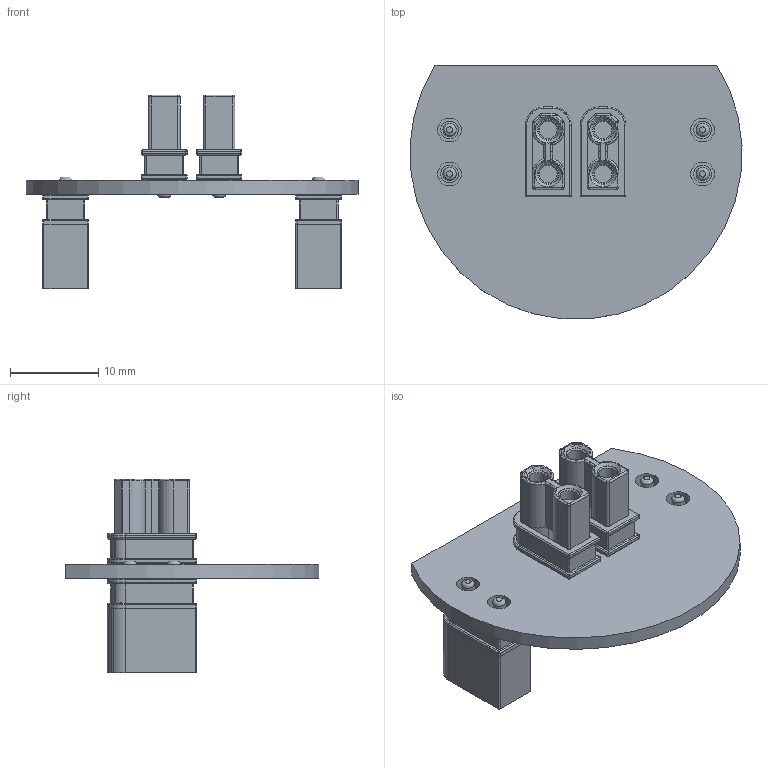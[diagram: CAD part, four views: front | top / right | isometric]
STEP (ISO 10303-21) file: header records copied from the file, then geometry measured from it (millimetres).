
FILE_DESCRIPTION(('KiCad electronic assembly'),'2;1');
FILE_NAME('Helios_IMU_F.step','2024-08-15T01:19:38',('Pcbnew'),('Kicad') ,'Open CASCADE STEP processor 7.8','KiCad to STEP converter','Unknown' );
FILE_SCHEMA(('AUTOMOTIVE_DESIGN { 1 0 10303 214 1 1 1 1 }'));
Length unit declared in the file: millimetre
Products named in the file (6): Helios_IMU_F 1; Amass_XT30UPB-F; ASSEMBLY; Amass_XT30UPB-M; Helios_IMU_F_PCB
Assembly tree (7 placements, depth 3):
  Helios_IMU_F 1
    Amass_XT30UPB-F  x2
      ASSEMBLY
    Amass_XT30UPB-M  x2
      ASSEMBLY
    Helios_IMU_F_PCB
Bounding box: 37.7 x 28.81 x 22 mm (x, y, z)
Volume: 2385.4 mm3; surface area: 5432.4 mm2
Topology: 13 solids, 13 shells, 656 faces, 1574 edges, 926 vertices
Faces by surface type: cylinder 277, plane 211, torus 96, sphere 28, bspline 20, revolution 16, cone 8
Full cylindrical faces by diameter (mm): 1.5 x8, 2 x8, 2.4 x8, 2.7 x8
Entity records: 14081 total; most frequent: CARTESIAN_POINT 6167, DIRECTION 1744, ORIENTED_EDGE 1568, EDGE_CURVE 784, AXIS2_PLACEMENT_3D 694, VERTEX_POINT 473, FACE_BOUND 373, EDGE_LOOP 373
